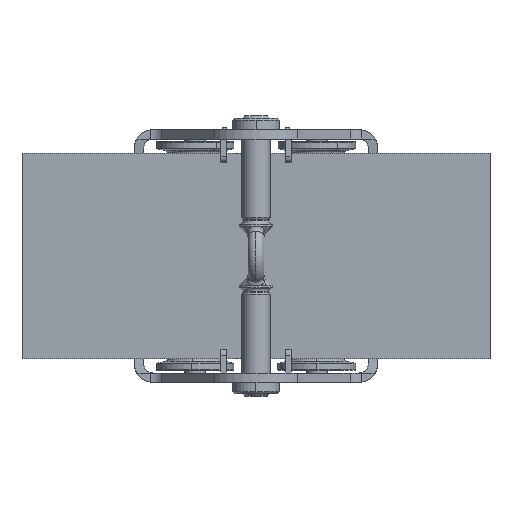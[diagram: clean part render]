
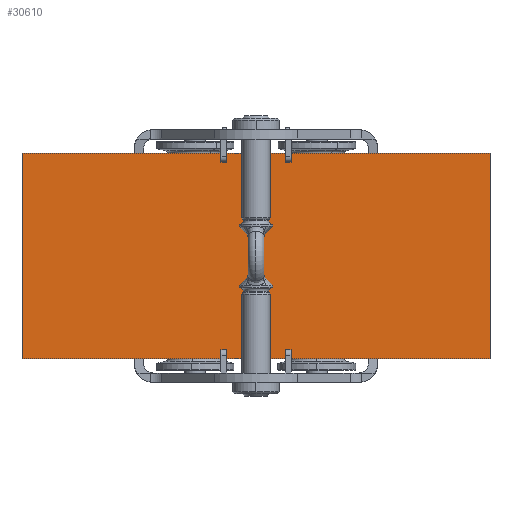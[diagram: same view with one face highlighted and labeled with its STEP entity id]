
A CAD part, front view. The second image highlights one B-rep face of the part: STEP entity #30610.
In plain terms, the highlighted planar face has unit normal (0, -1, 0).
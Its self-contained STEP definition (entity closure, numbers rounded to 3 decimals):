
#1011 = VERTEX_POINT ( 'NONE', #8465 ) ;
#2034 = VECTOR ( 'NONE', #5535, 1000. ) ;
#5438 = DIRECTION ( 'NONE',  ( 1., 0., 0. ) ) ;
#5462 = VERTEX_POINT ( 'NONE', #37314 ) ;
#5535 = DIRECTION ( 'NONE',  ( 0., 0., -1. ) ) ;
#7153 = EDGE_CURVE ( 'NONE', #31099, #5462, #16744, .T. ) ;
#7293 = FACE_OUTER_BOUND ( 'NONE', #14928, .T. ) ;
#7566 = PLANE ( 'NONE',  #9381 ) ;
#8116 = CARTESIAN_POINT ( 'NONE',  ( -250., -110., -110. ) ) ;
#8465 = CARTESIAN_POINT ( 'NONE',  ( 250., -110., -110. ) ) ;
#8713 = CARTESIAN_POINT ( 'NONE',  ( 250., -110., 110. ) ) ;
#8886 = VERTEX_POINT ( 'NONE', #12007 ) ;
#9324 = VECTOR ( 'NONE', #10965, 1000. ) ;
#9381 = AXIS2_PLACEMENT_3D ( 'NONE', #26280, #36044, #32547 ) ;
#10965 = DIRECTION ( 'NONE',  ( 1., 0., 0. ) ) ;
#12007 = CARTESIAN_POINT ( 'NONE',  ( -250., -110., -110. ) ) ;
#12930 = LINE ( 'NONE', #8713, #2034 ) ;
#13009 = ORIENTED_EDGE ( 'NONE', *, *, #38273, .F. ) ;
#14928 = EDGE_LOOP ( 'NONE', ( #13009, #15532, #39150, #27319 ) ) ;
#15532 = ORIENTED_EDGE ( 'NONE', *, *, #7153, .F. ) ;
#16140 = DIRECTION ( 'NONE',  ( 0., 0., -1. ) ) ;
#16744 = LINE ( 'NONE', #23524, #32817 ) ;
#17312 = CARTESIAN_POINT ( 'NONE',  ( -250., -110., 110. ) ) ;
#17967 = EDGE_CURVE ( 'NONE', #31099, #8886, #29749, .T. ) ;
#23096 = VECTOR ( 'NONE', #16140, 1000. ) ;
#23366 = EDGE_CURVE ( 'NONE', #8886, #1011, #38986, .T. ) ;
#23524 = CARTESIAN_POINT ( 'NONE',  ( -250., -110., 110. ) ) ;
#26280 = CARTESIAN_POINT ( 'NONE',  ( -250., -110., 110. ) ) ;
#27319 = ORIENTED_EDGE ( 'NONE', *, *, #23366, .T. ) ;
#29749 = LINE ( 'NONE', #30946, #23096 ) ;
#30610 = ADVANCED_FACE ( 'NONE', ( #7293 ), #7566, .T. ) ;
#30946 = CARTESIAN_POINT ( 'NONE',  ( -250., -110., 110. ) ) ;
#31099 = VERTEX_POINT ( 'NONE', #17312 ) ;
#32547 = DIRECTION ( 'NONE',  ( 0., 0., -1. ) ) ;
#32817 = VECTOR ( 'NONE', #5438, 1000. ) ;
#36044 = DIRECTION ( 'NONE',  ( 0., -1., 0. ) ) ;
#37314 = CARTESIAN_POINT ( 'NONE',  ( 250., -110., 110. ) ) ;
#38273 = EDGE_CURVE ( 'NONE', #5462, #1011, #12930, .T. ) ;
#38986 = LINE ( 'NONE', #8116, #9324 ) ;
#39150 = ORIENTED_EDGE ( 'NONE', *, *, #17967, .T. ) ;
